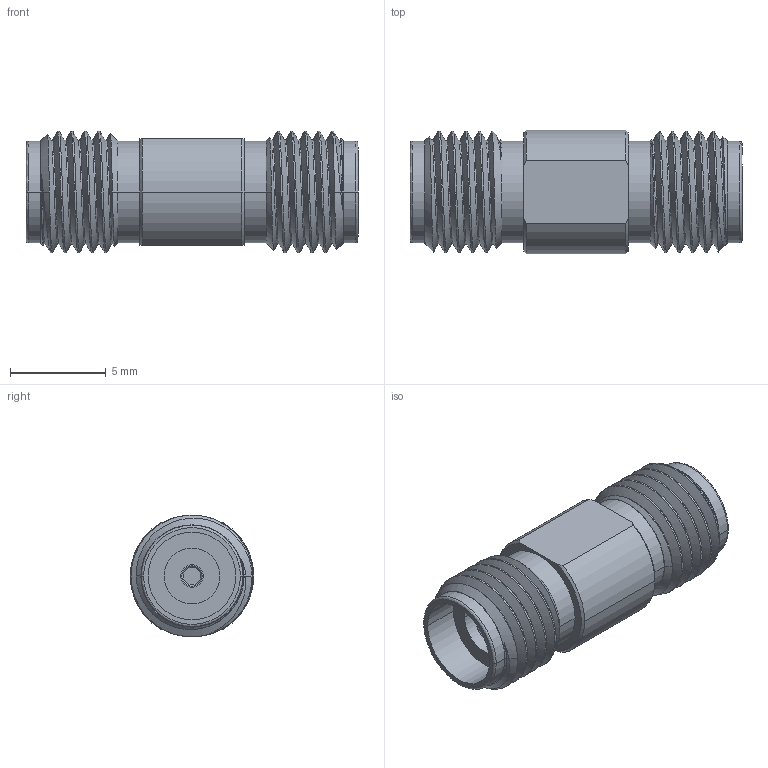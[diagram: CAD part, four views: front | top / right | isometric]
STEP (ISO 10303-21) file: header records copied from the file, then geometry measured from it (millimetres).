
FILE_DESCRIPTION (( 'STEP AP214' ), '1' );
FILE_NAME ('SM3230_3D.step', '2023-07-20T15:20:02', ( '' ), ( '' ), 'SwSTEP 2.0', 'SolidWorks 2022', '' );
FILE_SCHEMA (( 'AUTOMOTIVE_DESIGN' ));
Length unit declared in the file: inch
Products named in the file (1): SM3230_3D
Bounding box: 17.32 x 6.45 x 6.35 mm (x, y, z)
Volume: 372.6 mm3; surface area: 619.9 mm2
Topology: 1 solids, 1 shells, 129 faces, 338 edges, 223 vertices
Faces by surface type: plane 48, cylinder 45, cone 26, bspline 10
Entity records: 7887 total; most frequent: CARTESIAN_POINT 4801, ORIENTED_EDGE 676, DIRECTION 603, EDGE_CURVE 338, AXIS2_PLACEMENT_3D 239, VERTEX_POINT 223, EDGE_LOOP 141, ADVANCED_FACE 129
